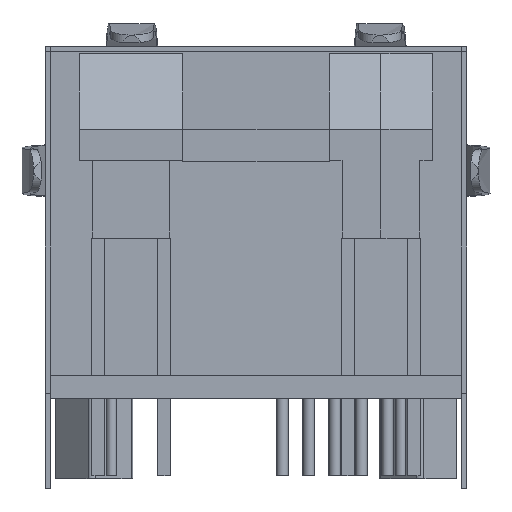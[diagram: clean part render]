
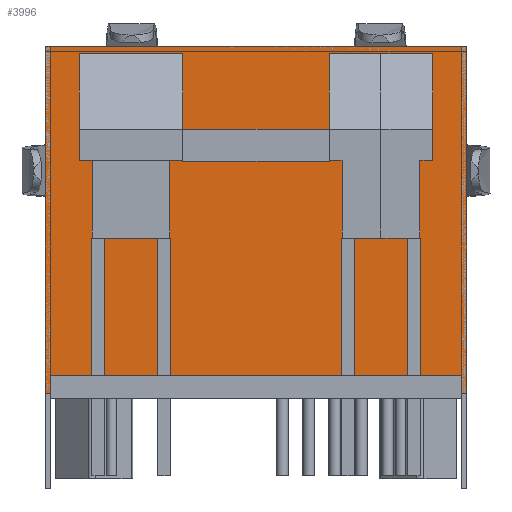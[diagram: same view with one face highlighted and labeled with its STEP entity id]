
A CAD part, front view. The second image highlights one B-rep face of the part: STEP entity #3996.
In plain terms, the highlighted free-form (B-spline) face has degree [1, 1] with [2, 2] control points.
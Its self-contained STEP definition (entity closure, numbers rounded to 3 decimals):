
#3868=CARTESIAN_POINT('',(8.15,-2.765,13.61));
#3869=VERTEX_POINT('',#3868);
#3884=CARTESIAN_POINT('',(-8.15,-2.765,13.61));
#3885=VERTEX_POINT('',#3884);
#3892=CARTESIAN_POINT('',(8.15,-2.765,13.61));
#3893=DIRECTION('',(-1.0,0.0,0.0));
#3894=VECTOR('',#3893,16.3);
#3895=LINE('',#3892,#3894);
#3896=EDGE_CURVE('',#3885,#3869,#3895,.F.);
#3908=CARTESIAN_POINT('',(8.15,-2.765,0.21));
#3909=VERTEX_POINT('',#3908);
#3923=CARTESIAN_POINT('',(8.15,-2.765,13.61));
#3924=DIRECTION('',(0.0,0.0,-1.0));
#3925=VECTOR('',#3924,13.4);
#3926=LINE('',#3923,#3925);
#3927=EDGE_CURVE('',#3869,#3909,#3926,.T.);
#3963=CARTESIAN_POINT('',(-8.15,-2.765,0.21));
#3964=VERTEX_POINT('',#3963);
#3971=CARTESIAN_POINT('',(-8.15,-2.765,0.21));
#3972=DIRECTION('',(0.0,0.0,1.0));
#3973=VECTOR('',#3972,13.4);
#3974=LINE('',#3971,#3973);
#3975=EDGE_CURVE('',#3964,#3885,#3974,.T.);
#3980=CARTESIAN_POINT('',(8.15,-2.765,13.61));
#3981=CARTESIAN_POINT('',(8.15,-2.765,0.21));
#3982=CARTESIAN_POINT('',(-8.15,-2.765,13.61));
#3983=CARTESIAN_POINT('',(-8.15,-2.765,0.21));
#3984=B_SPLINE_SURFACE_WITH_KNOTS('',1,1,((#3980,#3982),(#3981,#3983)),.UNSPECIFIED.,.F.,.F.,.U.,(2,2),(2,2),(0.0,13.4),(0.0,16.3),.UNSPECIFIED.);
#3985=CARTESIAN_POINT('',(8.15,-2.765,0.21));
#3986=DIRECTION('',(-1.0,0.0,0.0));
#3987=VECTOR('',#3986,16.3);
#3988=LINE('',#3985,#3987);
#3989=EDGE_CURVE('',#3909,#3964,#3988,.T.);
#3990=ORIENTED_EDGE('',*,*,#3989,.F.);
#3991=ORIENTED_EDGE('',*,*,#3927,.F.);
#3992=ORIENTED_EDGE('',*,*,#3896,.F.);
#3993=ORIENTED_EDGE('',*,*,#3975,.F.);
#3994=EDGE_LOOP('',(#3990,#3991,#3992,#3993));
#3995=FACE_OUTER_BOUND('',#3994,.T.);
#3996=ADVANCED_FACE('',(#3995),#3984,.F.);
